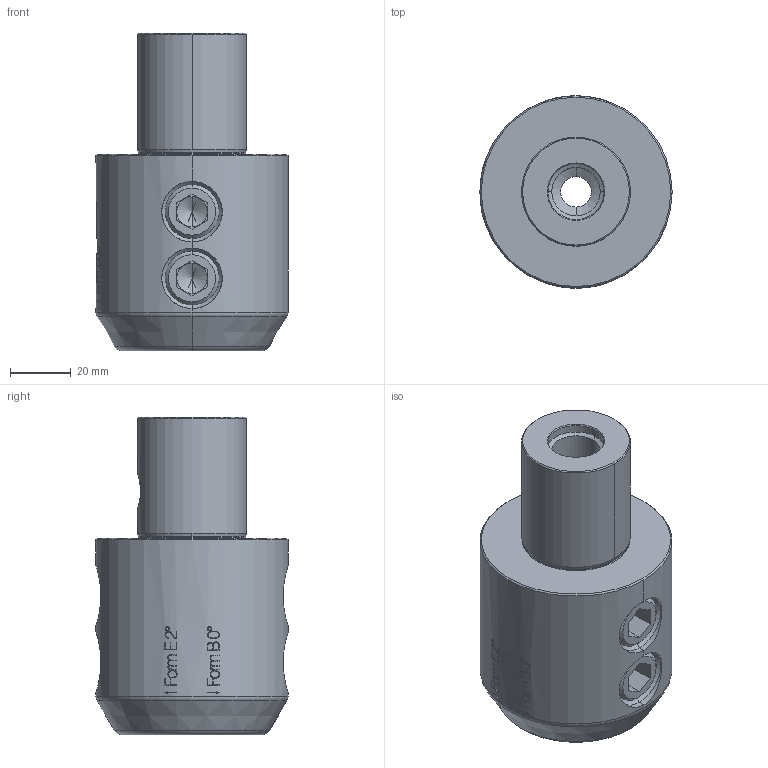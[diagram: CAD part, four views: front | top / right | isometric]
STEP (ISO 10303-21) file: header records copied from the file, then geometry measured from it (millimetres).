
FILE_DESCRIPTION(('no description'),'unknown implementation level');
FILE_NAME('C7EDD58E-4A8D-4DD3-A1A3-F45B08C96A24_export.stp',' ',('CIMSOURCE GmbH'),('CADClick - KiM GmbH - www.kimweb.de'),'unknown preprocess','ACIS','unknown authorization');
FILE_SCHEMA(('automotive_design'));
Length unit declared in the file: millimetre
Products named in the file (5): 335.248 Kaiser CKS6 X D25 B+E|690.483 Kaiser ETL M18 X 20_Standard;NONE; 335.248 Kaiser CKS6 X D25 B+E|335.248 Kaiser CKS6 X D25 B+E_ohne Beschriftung;NONE
Bounding box: 63.5 x 63.5 x 105 mm (x, y, z)
Volume: 197508.1 mm3; surface area: 39007.2 mm2
Topology: 5 solids, 5 shells, 396 faces, 999 edges, 620 vertices
Faces by surface type: plane 156, bspline 91, cylinder 71, cone 68, torus 10
Entity records: 28090 total; most frequent: CARTESIAN_POINT 7851, STYLED_ITEM 2004, PRESENTATION_STYLE_ASSIGNMENT 2004, COLOUR_RGB 2004, ORIENTED_EDGE 1966, DIRECTION 1660, EDGE_CURVE 983, CURVE_STYLE 983
